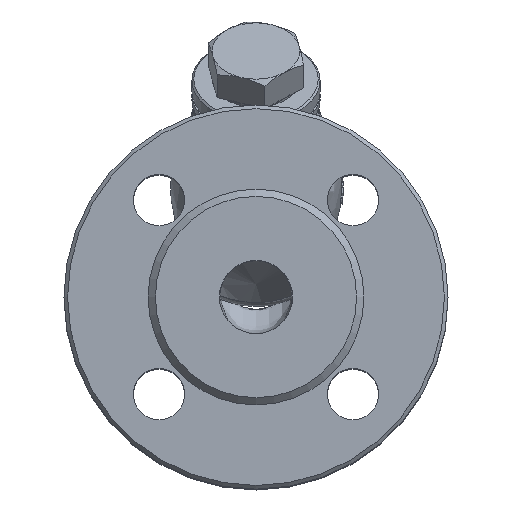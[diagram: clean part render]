
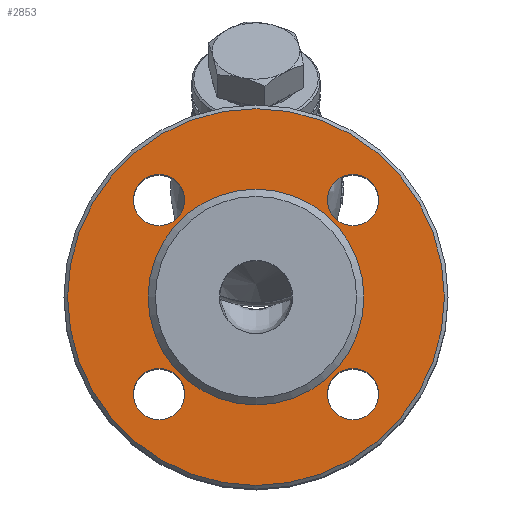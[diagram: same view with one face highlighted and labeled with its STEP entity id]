
A CAD part, top view. The second image highlights one B-rep face of the part: STEP entity #2853.
In plain terms, the highlighted planar face has unit normal (0, 0, 1).
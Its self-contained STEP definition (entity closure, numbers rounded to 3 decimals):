
#89=PLANE('',#3091);
#408=FACE_BOUND('',#813,.T.);
#409=FACE_BOUND('',#814,.T.);
#410=FACE_BOUND('',#815,.T.);
#411=FACE_BOUND('',#816,.T.);
#412=FACE_BOUND('',#817,.T.);
#480=CIRCLE('',#3090,51.5);
#481=CIRCLE('',#3092,29.5);
#482=CIRCLE('',#3093,7.);
#483=CIRCLE('',#3094,7.);
#484=CIRCLE('',#3095,7.);
#485=CIRCLE('',#3096,7.);
#642=FACE_OUTER_BOUND('',#812,.T.);
#812=EDGE_LOOP('',(#2346));
#813=EDGE_LOOP('',(#2347));
#814=EDGE_LOOP('',(#2348));
#815=EDGE_LOOP('',(#2349));
#816=EDGE_LOOP('',(#2350));
#817=EDGE_LOOP('',(#2351));
#1284=VERTEX_POINT('',#7527);
#1285=VERTEX_POINT('',#7531);
#1286=VERTEX_POINT('',#7533);
#1287=VERTEX_POINT('',#7535);
#1288=VERTEX_POINT('',#7537);
#1289=VERTEX_POINT('',#7539);
#1652=EDGE_CURVE('',#1284,#1284,#480,.T.);
#1654=EDGE_CURVE('',#1285,#1285,#481,.T.);
#1655=EDGE_CURVE('',#1286,#1286,#482,.T.);
#1656=EDGE_CURVE('',#1287,#1287,#483,.T.);
#1657=EDGE_CURVE('',#1288,#1288,#484,.T.);
#1658=EDGE_CURVE('',#1289,#1289,#485,.T.);
#2346=ORIENTED_EDGE('',*,*,#1652,.F.);
#2347=ORIENTED_EDGE('',*,*,#1654,.F.);
#2348=ORIENTED_EDGE('',*,*,#1655,.T.);
#2349=ORIENTED_EDGE('',*,*,#1656,.T.);
#2350=ORIENTED_EDGE('',*,*,#1657,.T.);
#2351=ORIENTED_EDGE('',*,*,#1658,.T.);
#2853=ADVANCED_FACE('',(#642,#408,#409,#410,#411,#412),#89,.T.);
#3090=AXIS2_PLACEMENT_3D('',#7528,#3458,#3459);
#3091=AXIS2_PLACEMENT_3D('',#7530,#3461,#3462);
#3092=AXIS2_PLACEMENT_3D('',#7532,#3463,#3464);
#3093=AXIS2_PLACEMENT_3D('',#7534,#3465,#3466);
#3094=AXIS2_PLACEMENT_3D('',#7536,#3467,#3468);
#3095=AXIS2_PLACEMENT_3D('',#7538,#3469,#3470);
#3096=AXIS2_PLACEMENT_3D('',#7540,#3471,#3472);
#3458=DIRECTION('center_axis',(0.,0.,-1.));
#3459=DIRECTION('ref_axis',(-1.,0.,0.));
#3461=DIRECTION('center_axis',(0.,0.,1.));
#3462=DIRECTION('ref_axis',(1.,0.,0.));
#3463=DIRECTION('center_axis',(0.,0.,1.));
#3464=DIRECTION('ref_axis',(-1.,0.,0.));
#3465=DIRECTION('center_axis',(0.,0.,-1.));
#3466=DIRECTION('ref_axis',(-1.,0.,0.));
#3467=DIRECTION('center_axis',(0.,0.,-1.));
#3468=DIRECTION('ref_axis',(-1.,0.,0.));
#3469=DIRECTION('center_axis',(0.,0.,-1.));
#3470=DIRECTION('ref_axis',(-1.,0.,0.));
#3471=DIRECTION('center_axis',(0.,0.,-1.));
#3472=DIRECTION('ref_axis',(-1.,0.,0.));
#7527=CARTESIAN_POINT('',(51.5,0.,138.));
#7528=CARTESIAN_POINT('Origin',(0.,0.,138.));
#7530=CARTESIAN_POINT('Origin',(0.,0.,138.));
#7531=CARTESIAN_POINT('',(29.5,0.,138.));
#7532=CARTESIAN_POINT('Origin',(0.,0.,138.));
#7533=CARTESIAN_POINT('',(-19.517,26.517,138.));
#7534=CARTESIAN_POINT('Origin',(-26.517,26.517,138.));
#7535=CARTESIAN_POINT('',(-19.517,-26.517,138.));
#7536=CARTESIAN_POINT('Origin',(-26.517,-26.517,138.));
#7537=CARTESIAN_POINT('',(33.517,-26.517,138.));
#7538=CARTESIAN_POINT('Origin',(26.517,-26.517,138.));
#7539=CARTESIAN_POINT('',(33.517,26.517,138.));
#7540=CARTESIAN_POINT('Origin',(26.517,26.517,138.));
